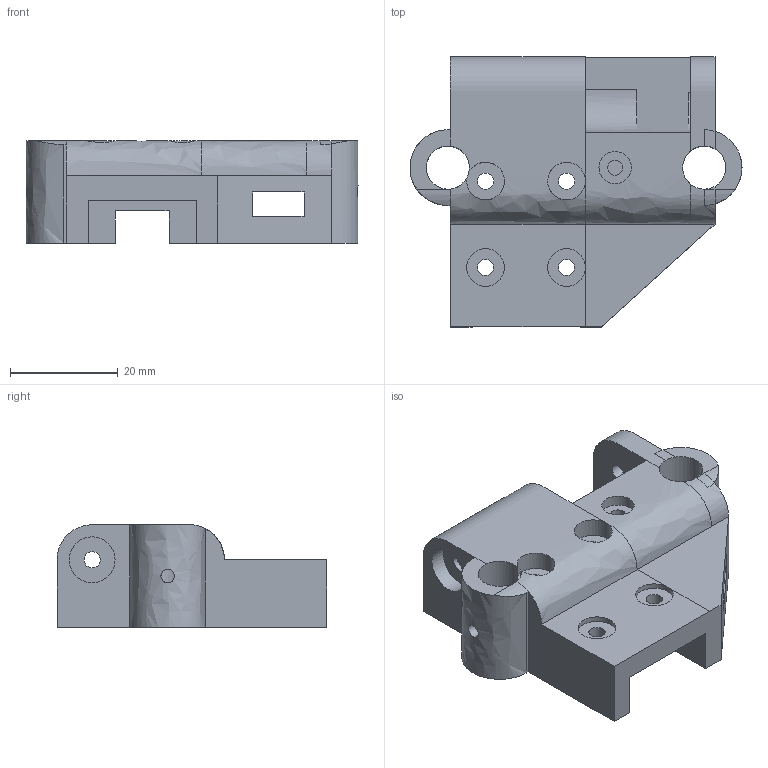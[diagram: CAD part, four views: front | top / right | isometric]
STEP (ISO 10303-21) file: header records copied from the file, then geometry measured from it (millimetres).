
FILE_DESCRIPTION(/* description */ (''),/* implementation_level */ '2;1');
FILE_NAME(/* name */ 'Bridge Left.step',/* time_stamp */ '2021-10-18T03:35:11-04:00',/* author */ (''),/* organization */ (''),/* preprocessor_version */ 'ST-DEVELOPER v18.1',/* originating_system */ 'Autodesk Translation Framework v10.10.0.1391',/* authorisation */ '');
FILE_SCHEMA (('AUTOMOTIVE_DESIGN { 1 0 10303 214 3 1 1 }'));
Length unit declared in the file: millimetre
Products named in the file (1): Bridge Left
Bounding box: 61.5 x 50 x 19 mm (x, y, z)
Volume: 24953.2 mm3; surface area: 11264.6 mm2
Topology: 1 solids, 1 shells, 70 faces, 196 edges, 127 vertices
Faces by surface type: plane 39, cylinder 23, bspline 8
Full cylindrical faces by diameter (mm): 2.5 x2, 2.8 x1, 3 x8, 6 x1, 7 x3, 8 x2, 8.5 x1
Entity records: 2788 total; most frequent: CARTESIAN_POINT 915, ORIENTED_EDGE 392, DIRECTION 362, EDGE_CURVE 196, VERTEX_POINT 127, AXIS2_PLACEMENT_3D 124, LINE 114, VECTOR 114
